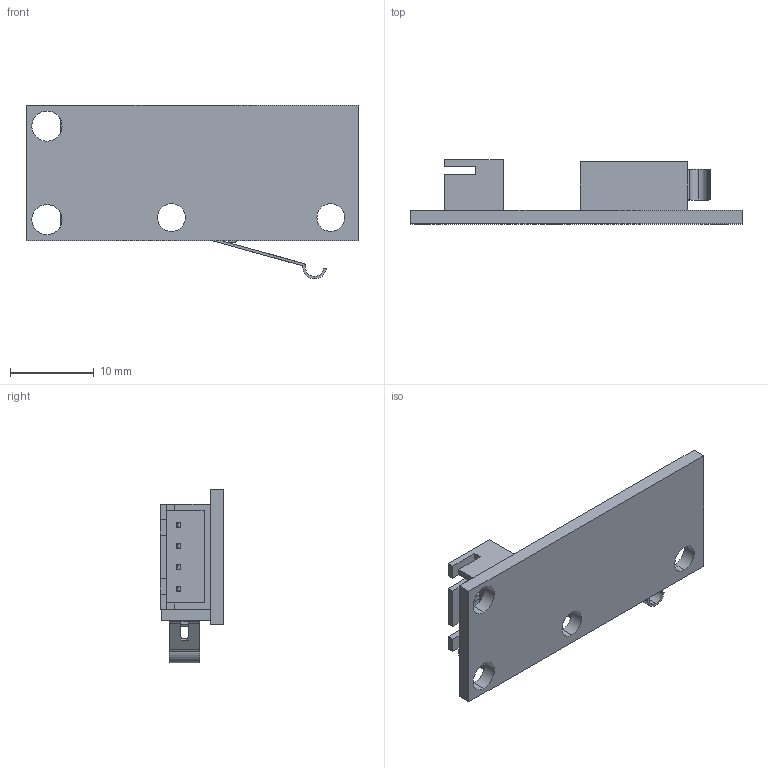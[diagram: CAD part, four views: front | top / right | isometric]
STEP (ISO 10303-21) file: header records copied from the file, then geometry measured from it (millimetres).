
FILE_DESCRIPTION (( 'STEP AP214' ), '1' );
FILE_NAME ('MakerBot LimitSwitchBoard.STEP', '2020-11-19T20:09:34', ( '' ), ( '' ), 'SwSTEP 2.0', 'SolidWorks 2017', '' );
FILE_SCHEMA (( 'AUTOMOTIVE_DESIGN' ));
Length unit declared in the file: millimetre
Products named in the file (1): MakerBot LimitSwitchBoard
Bounding box: 39.6 x 7.63 x 20.71 mm (x, y, z)
Volume: 1668.2 mm3; surface area: 2403.3 mm2
Topology: 1 solids, 1 shells, 141 faces, 378 edges, 244 vertices
Faces by surface type: plane 119, cylinder 22
Entity records: 5933 total; most frequent: CARTESIAN_POINT 764, ORIENTED_EDGE 756, DIRECTION 710, EDGE_CURVE 378, VECTOR 330, LINE 330, VERTEX_POINT 244, AXIS2_PLACEMENT_3D 190
